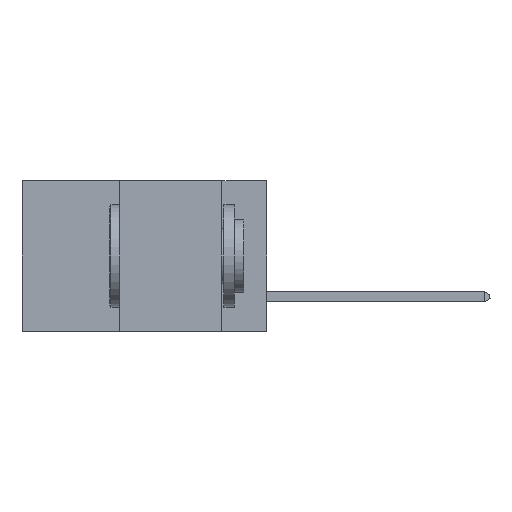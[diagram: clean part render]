
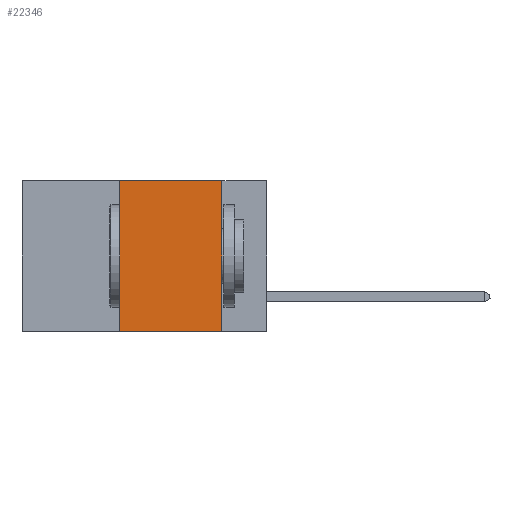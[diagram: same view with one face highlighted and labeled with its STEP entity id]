
A CAD part, left-side view. The second image highlights one B-rep face of the part: STEP entity #22346.
In plain terms, the highlighted planar face has unit normal (-1, 0, 0).
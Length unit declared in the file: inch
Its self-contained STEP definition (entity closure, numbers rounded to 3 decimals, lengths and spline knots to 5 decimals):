
#884 = EDGE_CURVE ( 'NONE', #21384, #24616, #2374, .T. ) ;
#2344 = ORIENTED_EDGE ( 'NONE', *, *, #884, .T. ) ;
#2374 = LINE ( 'NONE', #8355, #14838 ) ;
#3473 = EDGE_CURVE ( 'NONE', #21384, #24965, #14739, .T. ) ;
#3574 = AXIS2_PLACEMENT_3D ( 'NONE', #8600, #16374, #8851 ) ;
#3653 = VERTEX_POINT ( 'NONE', #10609 ) ;
#3813 = VECTOR ( 'NONE', #15777, 39.37008 ) ;
#4539 = DIRECTION ( 'NONE',  ( 0., -1., 0. ) ) ;
#6270 = EDGE_CURVE ( 'NONE', #24965, #3653, #10013, .T. ) ;
#6472 = CARTESIAN_POINT ( 'NONE',  ( 0., 0.36, -0.37 ) ) ;
#7913 = VECTOR ( 'NONE', #24067, 39.37008 ) ;
#8355 = CARTESIAN_POINT ( 'NONE',  ( 0., 0.6, -0.37 ) ) ;
#8600 = CARTESIAN_POINT ( 'NONE',  ( 0., 0.6, 0. ) ) ;
#8851 = DIRECTION ( 'NONE',  ( 0., 0., -1. ) ) ;
#8985 = CARTESIAN_POINT ( 'NONE',  ( 0., 0.11, -0.37 ) ) ;
#9279 = ORIENTED_EDGE ( 'NONE', *, *, #3473, .F. ) ;
#9742 = VECTOR ( 'NONE', #22432, 39.37008 ) ;
#9811 = EDGE_LOOP ( 'NONE', ( #24915, #16481, #9279, #2344 ) ) ;
#10013 = LINE ( 'NONE', #14502, #9742 ) ;
#10062 = CARTESIAN_POINT ( 'NONE',  ( 0., 0.36, 0. ) ) ;
#10456 = EDGE_CURVE ( 'NONE', #3653, #24616, #13091, .T. ) ;
#10609 = CARTESIAN_POINT ( 'NONE',  ( 0., 0.11, 0. ) ) ;
#10855 = CARTESIAN_POINT ( 'NONE',  ( 0., 0.11, 0. ) ) ;
#13091 = LINE ( 'NONE', #10855, #7913 ) ;
#14502 = CARTESIAN_POINT ( 'NONE',  ( 0., 0.6, 0. ) ) ;
#14739 = LINE ( 'NONE', #23507, #3813 ) ;
#14838 = VECTOR ( 'NONE', #4539, 39.37008 ) ;
#15777 = DIRECTION ( 'NONE',  ( 0., 0., 1. ) ) ;
#16374 = DIRECTION ( 'NONE',  ( 1., 0., 0. ) ) ;
#16481 = ORIENTED_EDGE ( 'NONE', *, *, #6270, .F. ) ;
#17341 = FACE_OUTER_BOUND ( 'NONE', #9811, .T. ) ;
#21384 = VERTEX_POINT ( 'NONE', #6472 ) ;
#22346 = ADVANCED_FACE ( 'NONE', ( #17341 ), #23546, .F. ) ;
#22432 = DIRECTION ( 'NONE',  ( 0., -1., 0. ) ) ;
#23507 = CARTESIAN_POINT ( 'NONE',  ( 0., 0.36, 0. ) ) ;
#23546 = PLANE ( 'NONE',  #3574 ) ;
#24067 = DIRECTION ( 'NONE',  ( 0., 0., -1. ) ) ;
#24616 = VERTEX_POINT ( 'NONE', #8985 ) ;
#24915 = ORIENTED_EDGE ( 'NONE', *, *, #10456, .F. ) ;
#24965 = VERTEX_POINT ( 'NONE', #10062 ) ;
